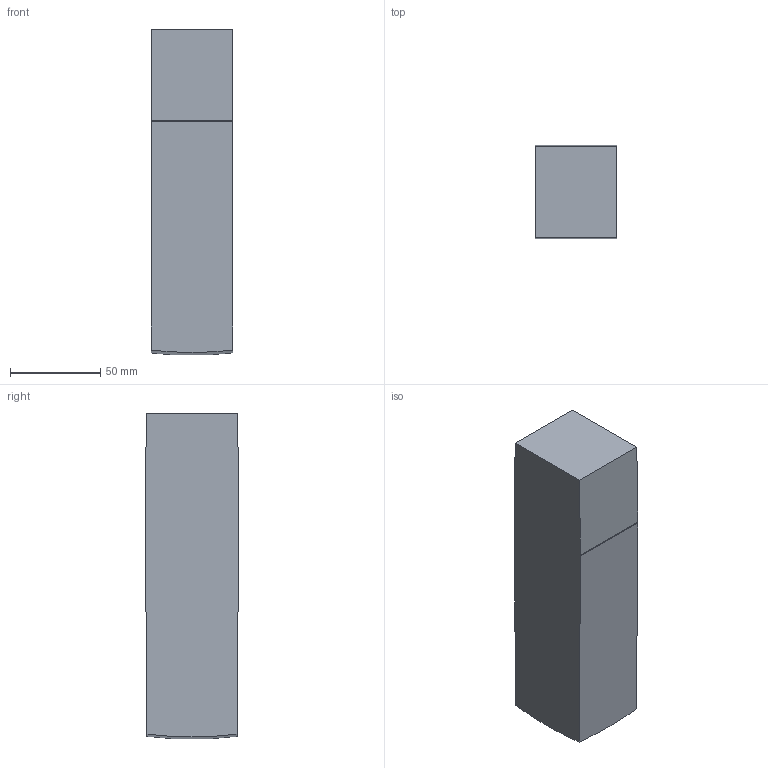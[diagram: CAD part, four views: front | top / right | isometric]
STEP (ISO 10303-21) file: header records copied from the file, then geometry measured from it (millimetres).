
FILE_DESCRIPTION(/* description */ (''),/* implementation_level */ '2;1');
FILE_NAME(/* name */ 'shank.step',/* time_stamp */ '2021-01-21T12:18:07-05:00',/* author */ ('DELL'),/* organization */ (''),/* preprocessor_version */ 'ST-DEVELOPER v18',/* originating_system */ 'Autodesk Inventor 2020',/* authorisation */ '');
FILE_SCHEMA (('AUTOMOTIVE_DESIGN { 1 0 10303 214 3 1 1 }'));
Length unit declared in the file: millimetre
Products named in the file (1): shank_inventor
Bounding box: 45 x 52 x 180.75 mm (x, y, z)
Volume: 395094.6 mm3; surface area: 42712.7 mm2
Topology: 1 solids, 1 shells, 12 faces, 31 edges, 21 vertices
Faces by surface type: plane 8, cylinder 3, sphere 1
Full cylindrical faces by diameter (mm): 20 x1
Entity records: 418 total; most frequent: DIRECTION 71, CARTESIAN_POINT 65, ORIENTED_EDGE 62, EDGE_CURVE 31, AXIS2_PLACEMENT_3D 27, VERTEX_POINT 21, LINE 17, VECTOR 17
